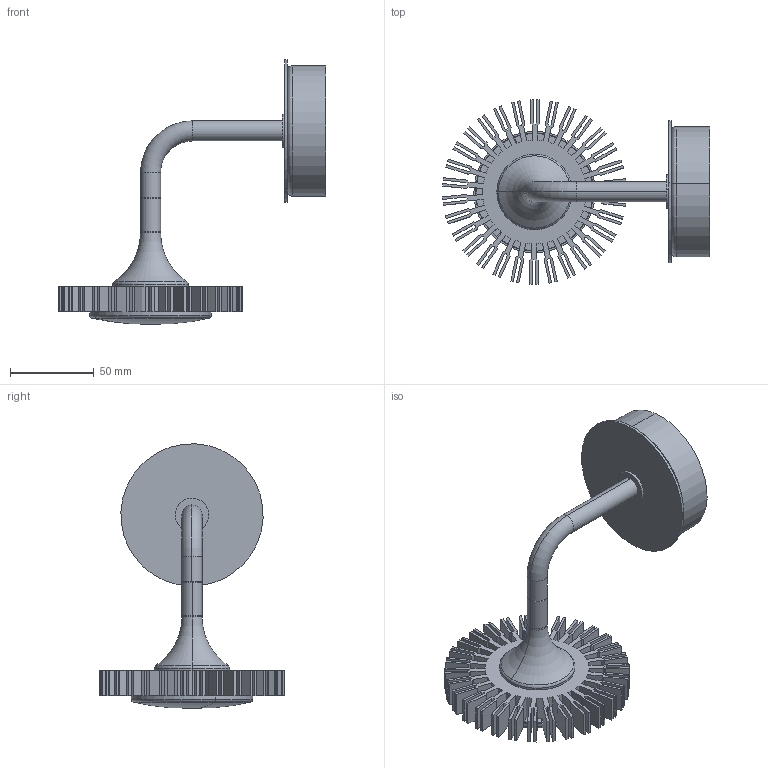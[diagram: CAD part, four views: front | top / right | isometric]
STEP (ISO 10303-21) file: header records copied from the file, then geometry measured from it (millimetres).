
FILE_DESCRIPTION (( 'STEP AP214' ), '1' );
FILE_NAME ('073WM_100.STEP', '2024-01-16T10:01:19', ( '' ), ( '' ), 'SwSTEP 2.0', 'SolidWorks 2014', '' );
FILE_SCHEMA (( 'AUTOMOTIVE_DESIGN' ));
Length unit declared in the file: millimetre
Products named in the file (23): AVS_1007-B; AVS_STAFFA_SUPPORTO_ART_0999; BINOCOLO_PARETE_ASSIEME_SUPP; 062FM_002; 073WM_001; EA_SCHEDA_LED_CL386_D70_17W; ROND_INOX_10X20; AVS_0305; vite_tsp_EI_m6x10; BLOCCACAVO STEAB ART 5100; 073FM_004; 073WM_100
Assembly tree (12 placements, depth 3):
  AVS_STAFFA_SUPPORTO_ART_0999
  AVS_1007-B
  EA_SCHEDA_LED_CL386_D70_17W
  ROND_INOX_10X20
  062FM_002
Bounding box: 159.49 x 110 x 157.81 mm (x, y, z)
Volume: 129511.3 mm3; surface area: 121229.3 mm2
Topology: 12 solids, 12 shells, 837 faces, 2183 edges, 1420 vertices
Faces by surface type: plane 639, cylinder 123, cone 38, torus 35, sphere 2
Entity records: 25681 total; most frequent: CARTESIAN_POINT 4394, ORIENTED_EDGE 4274, DIRECTION 4118, EDGE_CURVE 2137, LINE 1810, VECTOR 1810, VERTEX_POINT 1394, AXIS2_PLACEMENT_3D 1154
